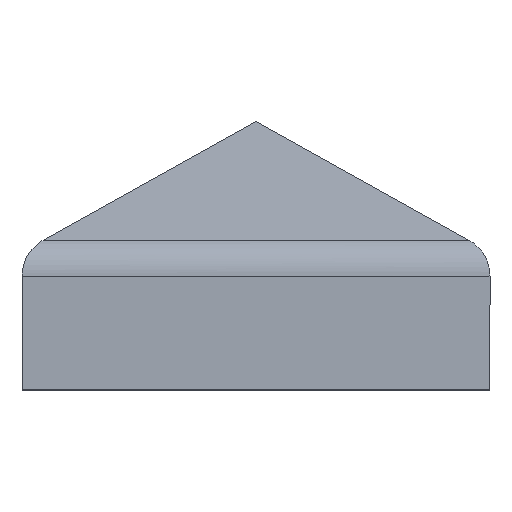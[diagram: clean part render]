
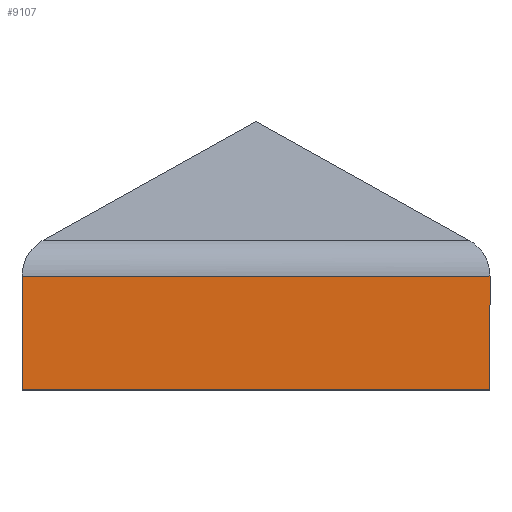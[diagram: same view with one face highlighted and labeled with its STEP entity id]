
A CAD part, top view. The second image highlights one B-rep face of the part: STEP entity #9107.
In plain terms, the highlighted planar face has unit normal (0, 0, 1).
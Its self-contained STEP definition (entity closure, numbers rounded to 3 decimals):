
#292 = DIRECTION ( 'NONE',  ( -1., 0., 0. ) ) ;
#375 = CARTESIAN_POINT ( 'NONE',  ( -17., 25., 17. ) ) ;
#541 = CARTESIAN_POINT ( 'NONE',  ( 17., 0., 17. ) ) ;
#1097 = VECTOR ( 'NONE', #12038, 1000. ) ;
#1178 = EDGE_CURVE ( 'NONE', #10708, #7685, #12155, .T. ) ;
#2358 = ORIENTED_EDGE ( 'NONE', *, *, #1178, .F. ) ;
#3245 = CARTESIAN_POINT ( 'NONE',  ( 17., 8.241, 17. ) ) ;
#3350 = VECTOR ( 'NONE', #12390, 1000. ) ;
#3641 = DIRECTION ( 'NONE',  ( 1., 0., 0. ) ) ;
#4022 = VECTOR ( 'NONE', #3641, 1000. ) ;
#4677 = LINE ( 'NONE', #10010, #4022 ) ;
#4848 = EDGE_CURVE ( 'NONE', #11793, #7685, #4677, .T. ) ;
#4883 = EDGE_LOOP ( 'NONE', ( #6884, #13303, #8529, #2358 ) ) ;
#5473 = EDGE_CURVE ( 'NONE', #6506, #10708, #11708, .T. ) ;
#6075 = LINE ( 'NONE', #8943, #1097 ) ;
#6506 = VERTEX_POINT ( 'NONE', #7643 ) ;
#6624 = PLANE ( 'NONE',  #11038 ) ;
#6884 = ORIENTED_EDGE ( 'NONE', *, *, #5473, .F. ) ;
#7324 = CARTESIAN_POINT ( 'NONE',  ( -17., 8.241, 17. ) ) ;
#7643 = CARTESIAN_POINT ( 'NONE',  ( -17., 8.241, 17. ) ) ;
#7685 = VERTEX_POINT ( 'NONE', #541 ) ;
#8133 = CARTESIAN_POINT ( 'NONE',  ( 17., 25., 17. ) ) ;
#8529 = ORIENTED_EDGE ( 'NONE', *, *, #4848, .T. ) ;
#8943 = CARTESIAN_POINT ( 'NONE',  ( -17., 25., 17. ) ) ;
#9107 = ADVANCED_FACE ( 'NONE', ( #13461 ), #6624, .F. ) ;
#9927 = EDGE_CURVE ( 'NONE', #6506, #11793, #6075, .T. ) ;
#10010 = CARTESIAN_POINT ( 'NONE',  ( -17., 0., 17. ) ) ;
#10550 = DIRECTION ( 'NONE',  ( 1., 0., 0. ) ) ;
#10622 = CARTESIAN_POINT ( 'NONE',  ( -17., 0., 17. ) ) ;
#10708 = VERTEX_POINT ( 'NONE', #3245 ) ;
#10861 = DIRECTION ( 'NONE',  ( 0., 0., -1. ) ) ;
#11038 = AXIS2_PLACEMENT_3D ( 'NONE', #375, #10861, #292 ) ;
#11227 = VECTOR ( 'NONE', #10550, 1000. ) ;
#11708 = LINE ( 'NONE', #7324, #11227 ) ;
#11793 = VERTEX_POINT ( 'NONE', #10622 ) ;
#12038 = DIRECTION ( 'NONE',  ( 0., -1., 0. ) ) ;
#12155 = LINE ( 'NONE', #8133, #3350 ) ;
#12390 = DIRECTION ( 'NONE',  ( 0., -1., 0. ) ) ;
#13303 = ORIENTED_EDGE ( 'NONE', *, *, #9927, .T. ) ;
#13461 = FACE_OUTER_BOUND ( 'NONE', #4883, .T. ) ;
